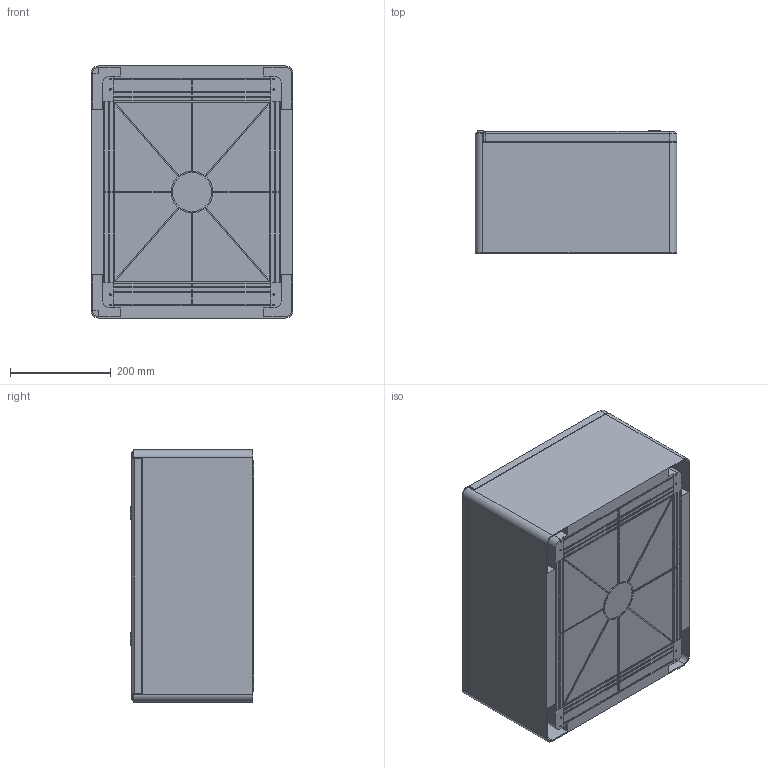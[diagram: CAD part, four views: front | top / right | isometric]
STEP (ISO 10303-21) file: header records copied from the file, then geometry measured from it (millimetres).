
FILE_DESCRIPTION (( 'STEP AP214' ), '1' );
FILE_NAME ('ﾙﾌﾏ-ﾏ (PBT65MP007) - ﾑﾁﾎﾐﾊﾀ.STEP', '2021-02-04T06:48:55', ( '' ), ( '' ), 'SwSTEP 2.0', 'SolidWorks 2021', '' );
FILE_SCHEMA (( 'AUTOMOTIVE_DESIGN' ));
Length unit declared in the file: millimetre
Products named in the file (4): ﾙﾌﾏ-ﾏ (PBT65MP007) - ﾄ粢; ÙÌÏ-Ï (PBT65MP007) - Ïëàòà ìîíòàæíàÿ; ﾙﾌﾏ-ﾏ (PBT65MP007) - ﾑﾁﾎﾐﾊﾀ; ÙÌÏ-Ï (PBT65MP007) - Êîðïóñ
Assembly tree (3 placements, depth 2):
  ﾙﾌﾏ-ﾏ (PBT65MP007) - ﾑﾁﾎﾐﾊﾀ
    ÙÌÏ-Ï (PBT65MP007) - Êîðïóñ
    ÙÌÏ-Ï (PBT65MP007) - Ïëàòà ìîíòàæíàÿ
    ﾙﾌﾏ-ﾏ (PBT65MP007) - ﾄ粢
Bounding box: 400.1 x 244.6 x 500 mm (x, y, z)
Volume: 3337884 mm3; surface area: 2374147.4 mm2
Topology: 7 solids, 7 shells, 1956 faces, 4833 edges, 3190 vertices
Faces by surface type: plane 1658, cylinder 240, bspline 38, cone 10, sphere 6, torus 4
Full cylindrical faces by diameter (mm): 3.2 x16, 5 x4, 7.4 x4, 12.2 x3, 15.4 x4, 16 x3, 25 x5, 31.5 x3, 77.8 x1
Entity records: 57194 total; most frequent: CARTESIAN_POINT 10582, ORIENTED_EDGE 9534, DIRECTION 8998, EDGE_CURVE 4767, LINE 4154, VECTOR 4154, VERTEX_POINT 3173, AXIS2_PLACEMENT_3D 2422
